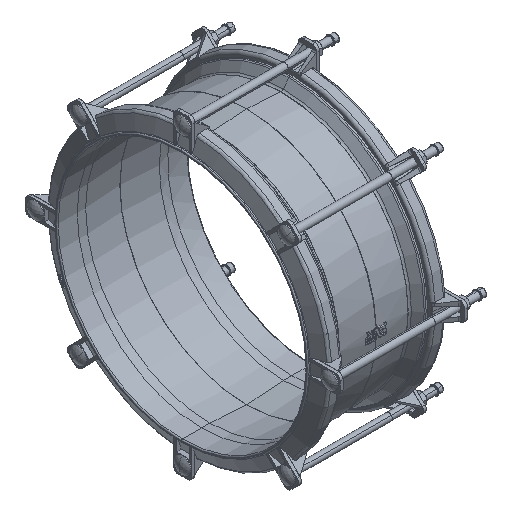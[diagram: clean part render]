
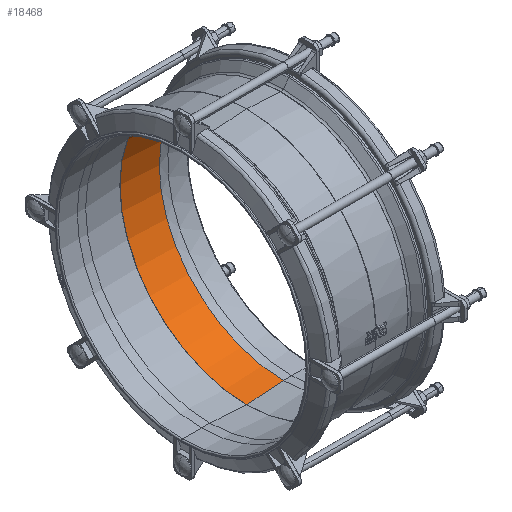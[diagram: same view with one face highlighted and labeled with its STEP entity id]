
A CAD part, isometric view. The second image highlights one B-rep face of the part: STEP entity #18468.
In plain terms, the highlighted conical face has half-angle 4 degrees and reference radius 219.5 mm.
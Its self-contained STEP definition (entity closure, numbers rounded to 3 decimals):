
#9730 = DIRECTION ( 'NONE',  ( 0., 0., 1. ) ) ;
#9735 = DIRECTION ( 'NONE',  ( -1., 0., 0. ) ) ;
#9739 = CARTESIAN_POINT ( 'NONE',  ( 65.087, 0., 0. ) ) ;
#16089 = FACE_OUTER_BOUND ( 'NONE', #49487, .T. ) ;
#16126 = CONICAL_SURFACE ( 'NONE', #33505, 219.5, 0.07 ) ;
#18468 = ADVANCED_FACE ( 'NONE', ( #16089 ), #16126, .F. ) ;
#21245 = AXIS2_PLACEMENT_3D ( 'NONE', #25154, #25155, #25156 ) ;
#21246 = AXIS2_PLACEMENT_3D ( 'NONE', #25157, #25158, #25159 ) ;
#24357 = CARTESIAN_POINT ( 'NONE',  ( 65.087, 0., -219.5 ) ) ;
#24370 = DIRECTION ( 'NONE',  ( -0.998, 0., -0.07 ) ) ;
#24516 = CARTESIAN_POINT ( 'NONE',  ( 65.087, 0., 219.5 ) ) ;
#24518 = DIRECTION ( 'NONE',  ( -0.998, 0., 0.07 ) ) ;
#25154 = CARTESIAN_POINT ( 'NONE',  ( 65.087, 0., 0. ) ) ;
#25155 = DIRECTION ( 'NONE',  ( 1., 0., 0. ) ) ;
#25156 = DIRECTION ( 'NONE',  ( 0., 0., -1. ) ) ;
#25157 = CARTESIAN_POINT ( 'NONE',  ( 0.209, 0., 0. ) ) ;
#25158 = DIRECTION ( 'NONE',  ( 1., 0., 0. ) ) ;
#25159 = DIRECTION ( 'NONE',  ( 0., 0., -1. ) ) ;
#27134 = CARTESIAN_POINT ( 'NONE',  ( 0.209, 0., 224.037 ) ) ;
#27148 = CARTESIAN_POINT ( 'NONE',  ( 65.087, 0., 219.5 ) ) ;
#27158 = CARTESIAN_POINT ( 'NONE',  ( 0.209, 0., -224.037 ) ) ;
#30305 = LINE ( 'NONE', #24357, #30307 ) ;
#30307 = VECTOR ( 'NONE', #24370, 1000. ) ;
#30355 = LINE ( 'NONE', #24516, #30358 ) ;
#30358 = VECTOR ( 'NONE', #24518, 1000. ) ;
#30868 = CIRCLE ( 'NONE', #21245, 219.5 ) ;
#30869 = CIRCLE ( 'NONE', #21246, 224.037 ) ;
#33505 = AXIS2_PLACEMENT_3D ( 'NONE', #9739, #9735, #9730 ) ;
#38632 = VERTEX_POINT ( 'NONE', #39468 ) ;
#39468 = CARTESIAN_POINT ( 'NONE',  ( 65.087, 0., -219.5 ) ) ;
#42773 = VERTEX_POINT ( 'NONE', #27134 ) ;
#42780 = VERTEX_POINT ( 'NONE', #27148 ) ;
#42785 = VERTEX_POINT ( 'NONE', #27158 ) ;
#45296 = EDGE_CURVE ( 'NONE', #38632, #42785, #30305, .T. ) ;
#45336 = EDGE_CURVE ( 'NONE', #42780, #42773, #30355, .T. ) ;
#45790 = EDGE_CURVE ( 'NONE', #38632, #42780, #30868, .T. ) ;
#45791 = EDGE_CURVE ( 'NONE', #42785, #42773, #30869, .T. ) ;
#49487 = EDGE_LOOP ( 'NONE', ( #49999, #50000, #50001, #50002 ) ) ;
#49999 = ORIENTED_EDGE ( 'NONE', *, *, #45296, .F. ) ;
#50000 = ORIENTED_EDGE ( 'NONE', *, *, #45790, .T. ) ;
#50001 = ORIENTED_EDGE ( 'NONE', *, *, #45336, .T. ) ;
#50002 = ORIENTED_EDGE ( 'NONE', *, *, #45791, .F. ) ;
